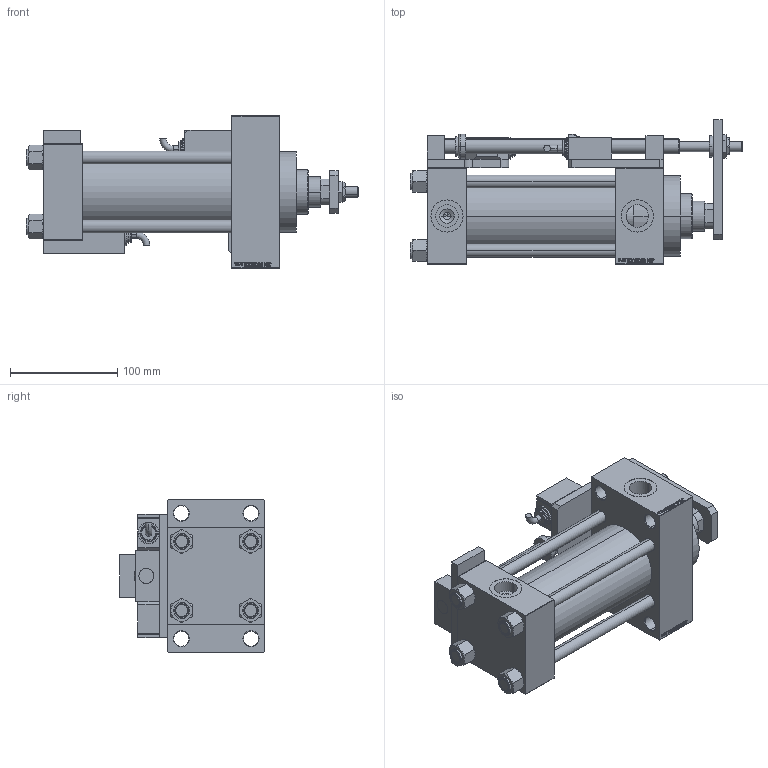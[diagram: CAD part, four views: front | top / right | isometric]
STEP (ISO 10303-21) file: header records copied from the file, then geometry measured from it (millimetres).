
FILE_DESCRIPTION (( 'STEP AP203' ), '1' );
FILE_NAME ('617e.STEP', '2023-10-27T07:56:13', ( '' ), ( '' ), 'SwSTEP 2.0', 'SolidWorks 2019', '' );
FILE_SCHEMA (( 'CONFIG_CONTROL_DESIGN' ));
Length unit declared in the file: millimetre
Products named in the file (17): V215CD_SWITCH_Q_PODLOZKA_BACK c7fb8baee01f7b2b14fb9939677741b3; V215CD_VC_A c7fb8baee01f7b2b14fb9939677741b3; V215CD_SWITCH_Q_SWITCH c7fb8baee01f7b2b14fb9939677741b3; V215CD_SWITCH_Q_NUT10 c7fb8baee01f7b2b14fb9939677741b3; V215CD_SWITCH_Q_DIMA c7fb8baee01f7b2b14fb9939677741b3; 617e; V215CD_NUT_M5_D c7fb8baee01f7b2b14fb9939677741b3; V215CD_SWITCH_Q_MAGNET c7fb8baee01f7b2b14fb9939677741b3; V215CD_SWITCH_Q_PODLOZKA_FRONT c7fb8baee01f7b2b14fb9939677741b3; V215CD_D_TYCINKA c7fb8baee01f7b2b14fb9939677741b3; V215CD_D_Body c7fb8baee01f7b2b14fb9939677741b3; V215CD_VCP_D c7fb8baee01f7b2b14fb9939677741b3; V215CD_SWITCH_Q_TYC c7fb8baee01f7b2b14fb9939677741b3; V215CD_SWITCH_Q_BLOK c7fb8baee01f7b2b14fb9939677741b3; V215CD_SWITCH_Q_NUT c7fb8baee01f7b2b14fb9939677741b3; Zatka_pro_OIL_PORT c7fb8baee01f7b2b14fb9939677741b3; V215CD_SWITCH_Q_ZARAZKA c7fb8baee01f7b2b14fb9939677741b3
Assembly tree (26 placements, depth 2):
  617e
    V215CD_D_Body c7fb8baee01f7b2b14fb9939677741b3
    V215CD_VC_A c7fb8baee01f7b2b14fb9939677741b3
    V215CD_VCP_D c7fb8baee01f7b2b14fb9939677741b3
    V215CD_D_TYCINKA c7fb8baee01f7b2b14fb9939677741b3  x4
    V215CD_NUT_M5_D c7fb8baee01f7b2b14fb9939677741b3  x4
    V215CD_SWITCH_Q_BLOK c7fb8baee01f7b2b14fb9939677741b3  x2
    V215CD_SWITCH_Q_DIMA c7fb8baee01f7b2b14fb9939677741b3
    V215CD_SWITCH_Q_MAGNET c7fb8baee01f7b2b14fb9939677741b3  x2
    V215CD_SWITCH_Q_NUT c7fb8baee01f7b2b14fb9939677741b3
    V215CD_SWITCH_Q_NUT10 c7fb8baee01f7b2b14fb9939677741b3
    V215CD_SWITCH_Q_PODLOZKA_BACK c7fb8baee01f7b2b14fb9939677741b3
    V215CD_SWITCH_Q_PODLOZKA_FRONT c7fb8baee01f7b2b14fb9939677741b3
    V215CD_SWITCH_Q_SWITCH c7fb8baee01f7b2b14fb9939677741b3  x2
    V215CD_SWITCH_Q_TYC c7fb8baee01f7b2b14fb9939677741b3
    V215CD_SWITCH_Q_ZARAZKA c7fb8baee01f7b2b14fb9939677741b3
    Zatka_pro_OIL_PORT c7fb8baee01f7b2b14fb9939677741b3  x2
Bounding box: 309.5 x 135 x 142 mm (x, y, z)
Volume: 1503551.3 mm3; surface area: 345976.9 mm2
Topology: 26 solids, 26 shells, 1432 faces, 3502 edges, 2255 vertices
Faces by surface type: plane 666, bspline 368, cone 195, cylinder 167, torus 36
Entity records: 54970 total; most frequent: CARTESIAN_POINT 26579, ORIENTED_EDGE 5980, DIRECTION 4261, EDGE_CURVE 2990, VERTEX_POINT 1949, LINE 1759, VECTOR 1759, EDGE_LOOP 1363
